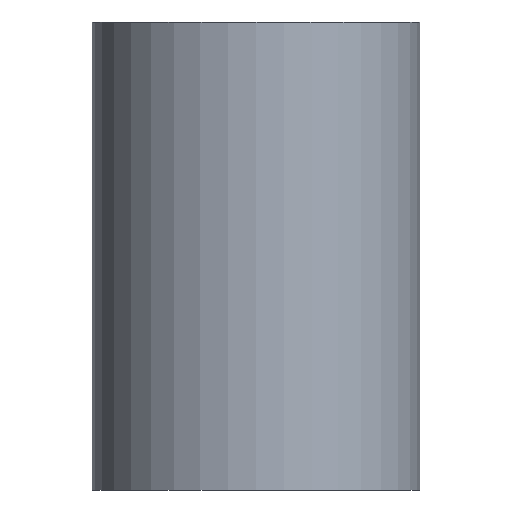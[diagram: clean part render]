
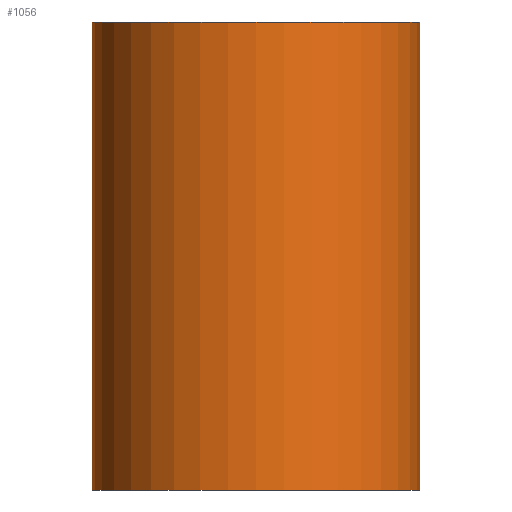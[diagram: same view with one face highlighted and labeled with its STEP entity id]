
A CAD part, front view. The second image highlights one B-rep face of the part: STEP entity #1056.
In plain terms, the highlighted cylindrical face has radius 17.5 mm (diameter 35 mm), a full revolution.
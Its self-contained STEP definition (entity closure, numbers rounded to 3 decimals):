
#24=FACE_OUTER_BOUND('',#83,.T.);
#83=EDGE_LOOP('',(#672,#673,#674,#675));
#149=LINE('',#1752,#206);
#206=VECTOR('',#1343,17.5);
#263=CIRCLE('',#1140,17.5);
#264=CIRCLE('',#1141,17.5);
#387=VERTEX_POINT('',#1749);
#388=VERTEX_POINT('',#1751);
#501=EDGE_CURVE('',#387,#387,#263,.T.);
#502=EDGE_CURVE('',#387,#388,#149,.T.);
#503=EDGE_CURVE('',#388,#388,#264,.T.);
#672=ORIENTED_EDGE('',*,*,#501,.T.);
#673=ORIENTED_EDGE('',*,*,#502,.T.);
#674=ORIENTED_EDGE('',*,*,#503,.F.);
#675=ORIENTED_EDGE('',*,*,#502,.F.);
#999=CYLINDRICAL_SURFACE('',#1139,17.5);
#1056=ADVANCED_FACE('',(#24),#999,.T.);
#1139=AXIS2_PLACEMENT_3D('',#1748,#1339,#1340);
#1140=AXIS2_PLACEMENT_3D('',#1750,#1341,#1342);
#1141=AXIS2_PLACEMENT_3D('',#1753,#1344,#1345);
#1339=DIRECTION('center_axis',(0.,0.,-1.));
#1340=DIRECTION('ref_axis',(-1.,0.,0.));
#1341=DIRECTION('center_axis',(0.,0.,1.));
#1342=DIRECTION('ref_axis',(1.,0.,0.));
#1343=DIRECTION('',(0.,0.,1.));
#1344=DIRECTION('center_axis',(0.,0.,1.));
#1345=DIRECTION('ref_axis',(1.,0.,0.));
#1748=CARTESIAN_POINT('Origin',(0.,0.,
50.));
#1749=CARTESIAN_POINT('',(17.5,0.,0.));
#1750=CARTESIAN_POINT('Origin',(0.,0.,
0.));
#1751=CARTESIAN_POINT('',(17.5,0.,50.));
#1752=CARTESIAN_POINT('',(17.5,0.,50.));
#1753=CARTESIAN_POINT('Origin',(0.,0.,
50.));
